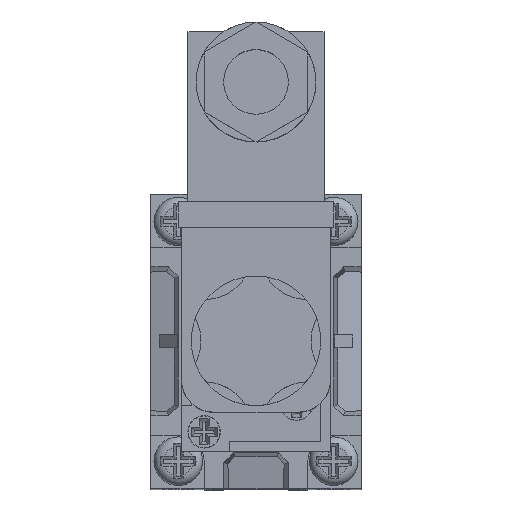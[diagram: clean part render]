
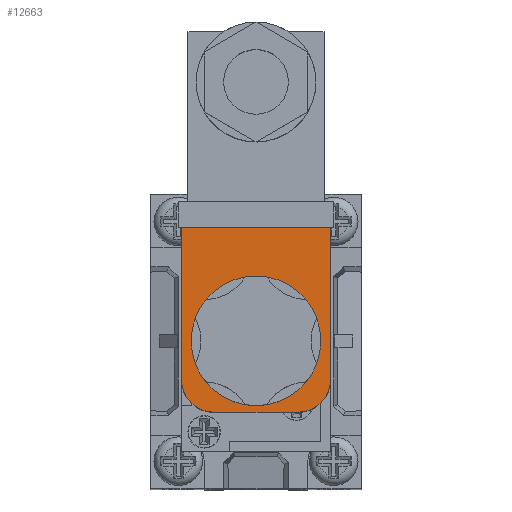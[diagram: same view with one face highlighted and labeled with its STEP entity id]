
A CAD part, top view. The second image highlights one B-rep face of the part: STEP entity #12663.
In plain terms, the highlighted planar face has unit normal (0, 0, 1).
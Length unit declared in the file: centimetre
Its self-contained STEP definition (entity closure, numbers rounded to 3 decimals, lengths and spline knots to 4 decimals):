
#230=PLANE($,#13477);
#817=LINE($,#18364,#2143);
#818=LINE($,#18366,#2144);
#819=LINE($,#18368,#2145);
#820=LINE($,#18372,#2146);
#2143=VECTOR($,#14719,2.35);
#2144=VECTOR($,#14720,2.3);
#2145=VECTOR($,#14721,2.35);
#2146=VECTOR($,#14724,1.3);
#3454=FACE_BOUND($,#4432,.T.);
#3666=FACE_OUTER_BOUND($,#4431,.T.);
#4431=EDGE_LOOP($,(#8906,#8907,#8908,#8909,#8910,#8911));
#4432=EDGE_LOOP($,(#8912));
#5374=CIRCLE($,#13436,1.);
#5402=CIRCLE($,#13478,0.5);
#5403=CIRCLE($,#13479,0.5);
#5742=VERTEX_POINT($,#18258);
#5786=VERTEX_POINT($,#18362);
#5787=VERTEX_POINT($,#18363);
#5788=VERTEX_POINT($,#18365);
#5789=VERTEX_POINT($,#18367);
#5790=VERTEX_POINT($,#18369);
#5791=VERTEX_POINT($,#18371);
#7022=EDGE_CURVE($,#5742,#5742,#5374,.T.);
#7068=EDGE_CURVE($,#5786,#5787,#817,.T.);
#7069=EDGE_CURVE($,#5787,#5788,#818,.T.);
#7070=EDGE_CURVE($,#5788,#5789,#819,.T.);
#7071=EDGE_CURVE($,#5789,#5790,#5402,.T.);
#7072=EDGE_CURVE($,#5790,#5791,#820,.T.);
#7073=EDGE_CURVE($,#5791,#5786,#5403,.T.);
#8906=ORIENTED_EDGE($,*,*,#7068,.T.);
#8907=ORIENTED_EDGE($,*,*,#7069,.T.);
#8908=ORIENTED_EDGE($,*,*,#7070,.T.);
#8909=ORIENTED_EDGE($,*,*,#7071,.T.);
#8910=ORIENTED_EDGE($,*,*,#7072,.T.);
#8911=ORIENTED_EDGE($,*,*,#7073,.T.);
#8912=ORIENTED_EDGE($,*,*,#7022,.T.);
#12663=ADVANCED_FACE($,(#3666,#3454),#230,.T.);
#13436=AXIS2_PLACEMENT_3D($,#18259,#14617,#14618);
#13477=AXIS2_PLACEMENT_3D($,#18361,#14717,#14718);
#13478=AXIS2_PLACEMENT_3D($,#18370,#14722,#14723);
#13479=AXIS2_PLACEMENT_3D($,#18373,#14725,#14726);
#14617=DIRECTION('center_axis',(0.,0.,
-1.));
#14618=DIRECTION('ref_axis',(-1.,0.,0.));
#14717=DIRECTION('center_axis',(0.,0.,
1.));
#14718=DIRECTION('ref_axis',(1.,0.,0.));
#14719=DIRECTION($,(0.,1.,0.));
#14720=DIRECTION($,(-1.,0.,0.));
#14721=DIRECTION($,(0.,-1.,0.));
#14722=DIRECTION('center_axis',(0.,0.,
1.));
#14723=DIRECTION('ref_axis',(1.,0.,0.));
#14724=DIRECTION($,(1.,0.,0.));
#14725=DIRECTION('center_axis',(0.,0.,
1.));
#14726=DIRECTION('ref_axis',(-1.,0.,0.));
#18258=CARTESIAN_POINT('',(-1.3449,0.1468,9.445));
#18259=CARTESIAN_POINT('Origin',(-0.3449,0.1468,9.445));
#18361=CARTESIAN_POINT('Origin',(-0.9949,-0.4532,
9.445));
#18362=CARTESIAN_POINT('',(0.8051,-0.4532,9.445));
#18363=CARTESIAN_POINT('',(0.8051,1.8968,9.445));
#18364=CARTESIAN_POINT($,(0.8051,-0.4532,9.445));
#18365=CARTESIAN_POINT('',(-1.4949,1.8968,9.445));
#18366=CARTESIAN_POINT($,(-1.4949,1.8968,9.445));
#18367=CARTESIAN_POINT('',(-1.4949,-0.4532,9.445));
#18368=CARTESIAN_POINT($,(-1.4949,-0.4532,9.445));
#18369=CARTESIAN_POINT('',(-0.9949,-0.9532,9.445));
#18370=CARTESIAN_POINT('Origin',(-0.9949,-0.4532,
9.445));
#18371=CARTESIAN_POINT('',(0.3051,-0.9532,9.445));
#18372=CARTESIAN_POINT($,(-0.9949,-0.9532,9.445));
#18373=CARTESIAN_POINT('Origin',(0.3051,-0.4532,9.445));
